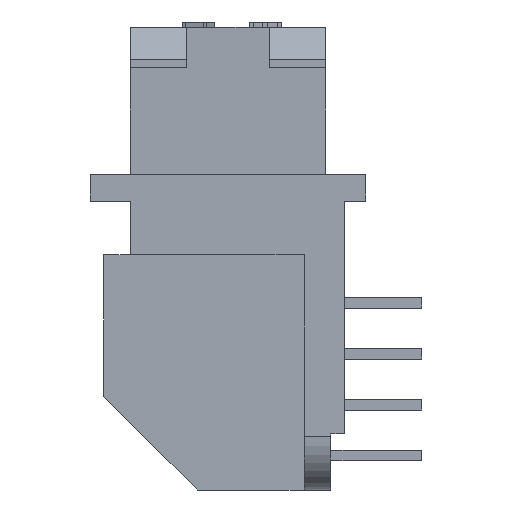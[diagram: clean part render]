
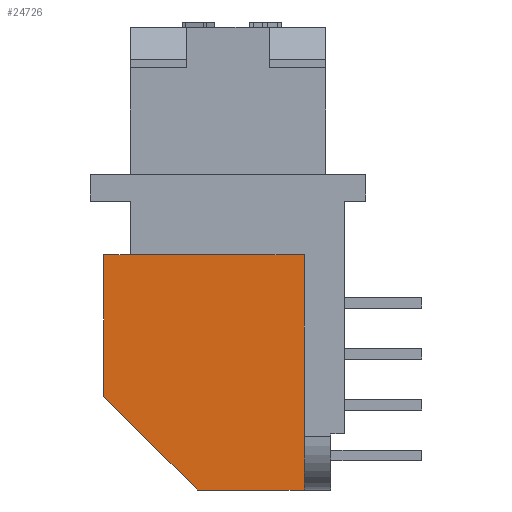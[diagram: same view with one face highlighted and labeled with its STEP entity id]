
A CAD part, left-side view. The second image highlights one B-rep face of the part: STEP entity #24726.
In plain terms, the highlighted planar face has unit normal (-1, 0, 0).
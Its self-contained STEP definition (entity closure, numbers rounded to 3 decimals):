
#1398=DIRECTION('',(0.,0.,-1.));
#1399=VECTOR('',#1398,8.8);
#1400=CARTESIAN_POINT('',(-24.64,-2.85,-8.5));
#1401=LINE('',#1400,#1399);
#1520=DIRECTION('',(0.,-1.,0.));
#1521=VECTOR('',#1520,4.);
#1522=CARTESIAN_POINT('',(-24.64,1.15,-17.3));
#1523=LINE('',#1522,#1521);
#4925=DIRECTION('',(0.,0.707,0.707));
#4926=VECTOR('',#4925,4.95);
#4927=CARTESIAN_POINT('',(-24.64,1.15,-17.3));
#4928=LINE('',#4927,#4926);
#4949=DIRECTION('',(0.,-1.,0.));
#4950=VECTOR('',#4949,1.);
#4951=CARTESIAN_POINT('',(-24.64,4.65,-8.5));
#4952=LINE('',#4951,#4950);
#4973=DIRECTION('',(0.,0.,1.));
#4974=VECTOR('',#4973,5.3);
#4975=CARTESIAN_POINT('',(-24.64,4.65,-13.8));
#4976=LINE('',#4975,#4974);
#4985=DIRECTION('',(0.,-1.,0.));
#4986=VECTOR('',#4985,6.5);
#4987=CARTESIAN_POINT('',(-24.64,3.65,-8.5));
#4988=LINE('',#4987,#4986);
#15684=CARTESIAN_POINT('',(-24.64,1.15,-17.3));
#15685=CARTESIAN_POINT('',(-24.64,-2.85,-17.3));
#15686=VERTEX_POINT('',#15684);
#15687=VERTEX_POINT('',#15685);
#15690=CARTESIAN_POINT('',(-24.64,4.65,-13.8));
#15691=VERTEX_POINT('',#15690);
#15694=CARTESIAN_POINT('',(-24.64,4.65,-8.5));
#15695=VERTEX_POINT('',#15694);
#15698=CARTESIAN_POINT('',(-24.64,-2.85,-8.5));
#15699=VERTEX_POINT('',#15698);
#15702=CARTESIAN_POINT('',(-24.64,3.65,-8.5));
#15703=VERTEX_POINT('',#15702);
#24712=CARTESIAN_POINT('',(-24.64,4.65,-8.5));
#24713=DIRECTION('',(1.,0.,0.));
#24714=DIRECTION('',(0.,0.,-1.));
#24715=AXIS2_PLACEMENT_3D('',#24712,#24713,#24714);
#24716=PLANE('',#24715);
#24717=ORIENTED_EDGE('',*,*,#21713,.F.);
#24718=ORIENTED_EDGE('',*,*,#24632,.T.);
#24719=ORIENTED_EDGE('',*,*,#24703,.T.);
#24720=ORIENTED_EDGE('',*,*,#24676,.T.);
#24722=ORIENTED_EDGE('',*,*,#24721,.T.);
#24723=ORIENTED_EDGE('',*,*,#21560,.T.);
#24724=EDGE_LOOP('',(#24717,#24718,#24719,#24720,#24722,#24723));
#24725=FACE_OUTER_BOUND('',#24724,.F.);
#21560=EDGE_CURVE('',#15699,#15687,#1401,.T.);
#21713=EDGE_CURVE('',#15686,#15687,#1523,.T.);
#24632=EDGE_CURVE('',#15686,#15691,#4928,.T.);
#24676=EDGE_CURVE('',#15695,#15703,#4952,.T.);
#24703=EDGE_CURVE('',#15691,#15695,#4976,.T.);
#24721=EDGE_CURVE('',#15703,#15699,#4988,.T.);
#24726=ADVANCED_FACE('',(#24725),#24716,.F.);
